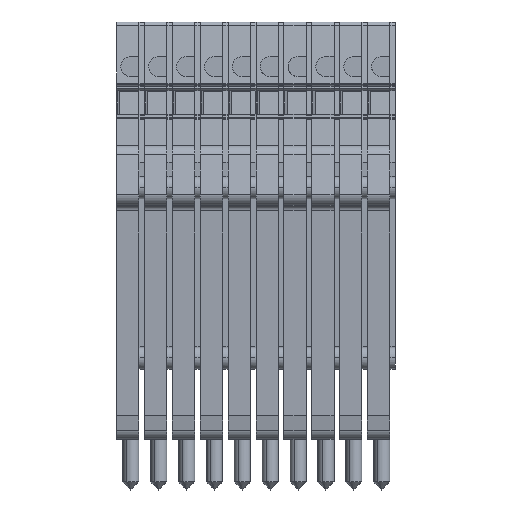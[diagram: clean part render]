
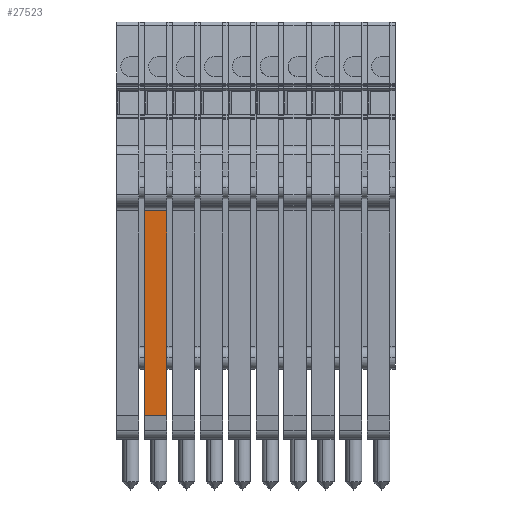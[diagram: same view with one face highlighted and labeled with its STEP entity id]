
A CAD part, front view. The second image highlights one B-rep face of the part: STEP entity #27523.
In plain terms, the highlighted planar face has unit normal (0, -0.998, -0.058).
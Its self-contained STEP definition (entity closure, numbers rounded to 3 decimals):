
#20696=AXIS2_PLACEMENT_3D('Plane Axis2P3D',#20693,#20694,#20695) ;
#20693=CARTESIAN_POINT('Axis2P3D Location',(0.,2.773,50.066)) ;
#24187=CARTESIAN_POINT('Vertex',(9.,2.773,50.066)) ;
#24190=CARTESIAN_POINT('Line Origine',(9.,3.834,31.68)) ;
#24194=CARTESIAN_POINT('Vertex',(9.,4.895,13.294)) ;
#26195=CARTESIAN_POINT('Vertex',(5.,4.895,13.294)) ;
#26198=CARTESIAN_POINT('Line Origine',(5.,3.834,31.68)) ;
#26202=CARTESIAN_POINT('Vertex',(5.,2.773,50.066)) ;
#27499=CARTESIAN_POINT('Line Origine',(2.55,2.773,50.066)) ;
#27512=CARTESIAN_POINT('Line Origine',(7.,4.895,13.294)) ;
#20694=DIRECTION('Axis2P3D Direction',(0.,-0.998,-0.058)) ;
#20695=DIRECTION('Axis2P3D XDirection',(0.,0.058,-0.998)) ;
#24191=DIRECTION('Vector Direction',(0.,0.058,-0.998)) ;
#26199=DIRECTION('Vector Direction',(0.,0.058,-0.998)) ;
#27500=DIRECTION('Vector Direction',(1.,0.,0.)) ;
#27513=DIRECTION('Vector Direction',(1.,0.,0.)) ;
#24192=VECTOR('Line Direction',#24191,1.) ;
#26200=VECTOR('Line Direction',#26199,1.) ;
#27501=VECTOR('Line Direction',#27500,1.) ;
#27514=VECTOR('Line Direction',#27513,1.) ;
#27518=ORIENTED_EDGE('',*,*,#27503,.F.) ;
#27519=ORIENTED_EDGE('',*,*,#26204,.F.) ;
#27520=ORIENTED_EDGE('',*,*,#27516,.T.) ;
#27521=ORIENTED_EDGE('',*,*,#24196,.F.) ;
#27523=ADVANCED_FACE('ARGH',(#27522),#20697,.T.) ;
#24196=EDGE_CURVE('',#24188,#24195,#24193,.T.) ;
#26204=EDGE_CURVE('',#26196,#26203,#26201,.F.) ;
#27503=EDGE_CURVE('',#26203,#24188,#27502,.T.) ;
#27516=EDGE_CURVE('',#26196,#24195,#27515,.T.) ;
#27517=EDGE_LOOP('',(#27518,#27519,#27520,#27521)) ;
#27522=FACE_OUTER_BOUND('',#27517,.T.) ;
#24193=LINE('Line',#24190,#24192) ;
#26201=LINE('Line',#26198,#26200) ;
#27502=LINE('Line',#27499,#27501) ;
#27515=LINE('Line',#27512,#27514) ;
#20697=PLANE('',#20696) ;
#24188=VERTEX_POINT('',#24187) ;
#24195=VERTEX_POINT('',#24194) ;
#26196=VERTEX_POINT('',#26195) ;
#26203=VERTEX_POINT('',#26202) ;
